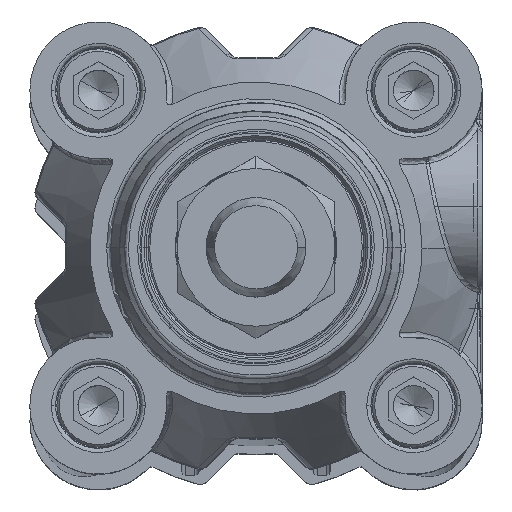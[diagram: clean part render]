
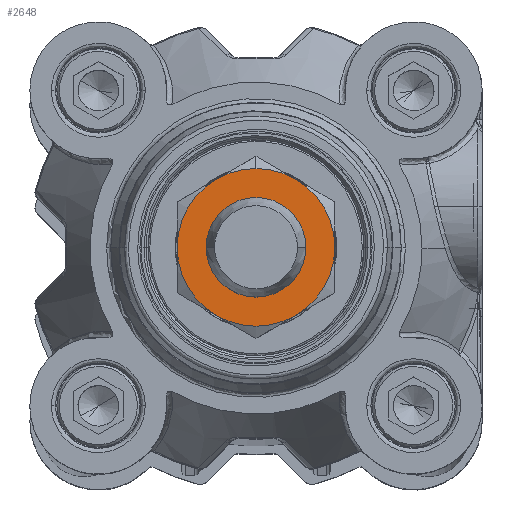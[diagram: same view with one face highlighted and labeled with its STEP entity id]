
A CAD part, top view. The second image highlights one B-rep face of the part: STEP entity #2648.
In plain terms, the highlighted planar face has unit normal (0, 0, 1).
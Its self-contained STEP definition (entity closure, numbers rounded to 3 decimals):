
#1657 = EDGE_CURVE ( 'NONE', #67968, #35798, #28908, .T. ) ;
#2455 = EDGE_CURVE ( 'NONE', #58126, #66713, #66639, .T. ) ;
#2648 = ADVANCED_FACE ( 'NONE', ( #6242, #59611 ), #17353, .T. ) ;
#3875 = CARTESIAN_POINT ( 'NONE',  ( 4.75, -8.227, 1097. ) ) ;
#4783 = ORIENTED_EDGE ( 'NONE', *, *, #7728, .T. ) ;
#5038 = VERTEX_POINT ( 'NONE', #6878 ) ;
#6074 = CARTESIAN_POINT ( 'NONE',  ( 0., 0., 1097. ) ) ;
#6242 = FACE_BOUND ( 'NONE', #63008, .T. ) ;
#6803 = ORIENTED_EDGE ( 'NONE', *, *, #33896, .T. ) ;
#6878 = CARTESIAN_POINT ( 'NONE',  ( 9.5, 0., 1097. ) ) ;
#7001 = CARTESIAN_POINT ( 'NONE',  ( 0., 0., 1097. ) ) ;
#7454 = DIRECTION ( 'NONE',  ( 0., 0., 1. ) ) ;
#7646 = EDGE_CURVE ( 'NONE', #21672, #22969, #33404, .T. ) ;
#7728 = EDGE_CURVE ( 'NONE', #13778, #44364, #23180, .T. ) ;
#9784 = EDGE_LOOP ( 'NONE', ( #62688, #6803, #32932, #20977, #34708, #32505, #4783 ) ) ;
#11084 = DIRECTION ( 'NONE',  ( 0., 1., 0. ) ) ;
#11931 = ORIENTED_EDGE ( 'NONE', *, *, #62507, .F. ) ;
#12044 = EDGE_CURVE ( 'NONE', #22969, #13778, #15266, .T. ) ;
#12472 = CARTESIAN_POINT ( 'NONE',  ( -9.5, 0., 1097. ) ) ;
#13778 = VERTEX_POINT ( 'NONE', #40568 ) ;
#14936 = AXIS2_PLACEMENT_3D ( 'NONE', #7001, #73795, #40941 ) ;
#15266 = CIRCLE ( 'NONE', #47096, 9.5 ) ;
#16840 = DIRECTION ( 'NONE',  ( 0., 1., 0. ) ) ;
#17353 = PLANE ( 'NONE',  #46398 ) ;
#17618 = CARTESIAN_POINT ( 'NONE',  ( 6., 0., 1097. ) ) ;
#17753 = DIRECTION ( 'NONE',  ( 0., 0., 1. ) ) ;
#18069 = AXIS2_PLACEMENT_3D ( 'NONE', #21010, #21393, #63248 ) ;
#20977 = ORIENTED_EDGE ( 'NONE', *, *, #42683, .T. ) ;
#21010 = CARTESIAN_POINT ( 'NONE',  ( 0., 0., 1097. ) ) ;
#21393 = DIRECTION ( 'NONE',  ( 0., 0., 1. ) ) ;
#21672 = VERTEX_POINT ( 'NONE', #53538 ) ;
#21845 = DIRECTION ( 'NONE',  ( 0., 0., 1. ) ) ;
#22185 = CIRCLE ( 'NONE', #61693, 9.5 ) ;
#22969 = VERTEX_POINT ( 'NONE', #12472 ) ;
#23123 = CARTESIAN_POINT ( 'NONE',  ( 0., 9.5, 1097. ) ) ;
#23180 = CIRCLE ( 'NONE', #30836, 9.5 ) ;
#23347 = DIRECTION ( 'NONE',  ( 0., 1., 0. ) ) ;
#23568 = CARTESIAN_POINT ( 'NONE',  ( 0., 0., 1097. ) ) ;
#23684 = CARTESIAN_POINT ( 'NONE',  ( 0., 0., 1097. ) ) ;
#23691 = CIRCLE ( 'NONE', #74522, 9.5 ) ;
#25758 = CARTESIAN_POINT ( 'NONE',  ( 0., 0., 1097. ) ) ;
#26556 = DIRECTION ( 'NONE',  ( -1., 0., 0. ) ) ;
#28908 = CIRCLE ( 'NONE', #14936, 6. ) ;
#28974 = CARTESIAN_POINT ( 'NONE',  ( 0., 0., 1097. ) ) ;
#30329 = DIRECTION ( 'NONE',  ( 0., 0., 1. ) ) ;
#30836 = AXIS2_PLACEMENT_3D ( 'NONE', #28974, #40910, #23347 ) ;
#32505 = ORIENTED_EDGE ( 'NONE', *, *, #12044, .T. ) ;
#32932 = ORIENTED_EDGE ( 'NONE', *, *, #2455, .T. ) ;
#33404 = CIRCLE ( 'NONE', #18069, 9.5 ) ;
#33896 = EDGE_CURVE ( 'NONE', #5038, #58126, #22185, .T. ) ;
#34228 = DIRECTION ( 'NONE',  ( 0., 1., 0. ) ) ;
#34708 = ORIENTED_EDGE ( 'NONE', *, *, #7646, .T. ) ;
#35404 = DIRECTION ( 'NONE',  ( 0., 0., 1. ) ) ;
#35798 = VERTEX_POINT ( 'NONE', #17618 ) ;
#35853 = CIRCLE ( 'NONE', #58753, 6. ) ;
#36157 = AXIS2_PLACEMENT_3D ( 'NONE', #36576, #35404, #11084 ) ;
#36550 = CARTESIAN_POINT ( 'NONE',  ( 0., 0., 1097. ) ) ;
#36576 = CARTESIAN_POINT ( 'NONE',  ( 0., 0., 1097. ) ) ;
#40026 = AXIS2_PLACEMENT_3D ( 'NONE', #23568, #47916, #16840 ) ;
#40568 = CARTESIAN_POINT ( 'NONE',  ( -4.75, -8.227, 1097. ) ) ;
#40910 = DIRECTION ( 'NONE',  ( 0., 0., 1. ) ) ;
#40941 = DIRECTION ( 'NONE',  ( -1., 0., 0. ) ) ;
#42683 = EDGE_CURVE ( 'NONE', #66713, #21672, #23691, .T. ) ;
#44364 = VERTEX_POINT ( 'NONE', #3875 ) ;
#46398 = AXIS2_PLACEMENT_3D ( 'NONE', #23684, #17753, #46871 ) ;
#46479 = ORIENTED_EDGE ( 'NONE', *, *, #1657, .F. ) ;
#46871 = DIRECTION ( 'NONE',  ( 0., 1., 0. ) ) ;
#47096 = AXIS2_PLACEMENT_3D ( 'NONE', #76339, #21845, #34228 ) ;
#47916 = DIRECTION ( 'NONE',  ( 0., 0., 1. ) ) ;
#49282 = DIRECTION ( 'NONE',  ( 0., 1., 0. ) ) ;
#52855 = EDGE_CURVE ( 'NONE', #44364, #5038, #60403, .T. ) ;
#52863 = CARTESIAN_POINT ( 'NONE',  ( -6., 0., 1097. ) ) ;
#53538 = CARTESIAN_POINT ( 'NONE',  ( -4.75, 8.227, 1097. ) ) ;
#56994 = CARTESIAN_POINT ( 'NONE',  ( 4.75, 8.227, 1097. ) ) ;
#58126 = VERTEX_POINT ( 'NONE', #56994 ) ;
#58753 = AXIS2_PLACEMENT_3D ( 'NONE', #25758, #73920, #26556 ) ;
#59611 = FACE_OUTER_BOUND ( 'NONE', #9784, .T. ) ;
#60403 = CIRCLE ( 'NONE', #40026, 9.5 ) ;
#61693 = AXIS2_PLACEMENT_3D ( 'NONE', #36550, #7454, #49282 ) ;
#61782 = DIRECTION ( 'NONE',  ( 0., 1., 0. ) ) ;
#62507 = EDGE_CURVE ( 'NONE', #35798, #67968, #35853, .T. ) ;
#62688 = ORIENTED_EDGE ( 'NONE', *, *, #52855, .T. ) ;
#63008 = EDGE_LOOP ( 'NONE', ( #46479, #11931 ) ) ;
#63248 = DIRECTION ( 'NONE',  ( 0., 1., 0. ) ) ;
#66639 = CIRCLE ( 'NONE', #36157, 9.5 ) ;
#66713 = VERTEX_POINT ( 'NONE', #23123 ) ;
#67968 = VERTEX_POINT ( 'NONE', #52863 ) ;
#73795 = DIRECTION ( 'NONE',  ( 0., 0., 1. ) ) ;
#73920 = DIRECTION ( 'NONE',  ( 0., 0., 1. ) ) ;
#74522 = AXIS2_PLACEMENT_3D ( 'NONE', #6074, #30329, #61782 ) ;
#76339 = CARTESIAN_POINT ( 'NONE',  ( 0., 0., 1097. ) ) ;
